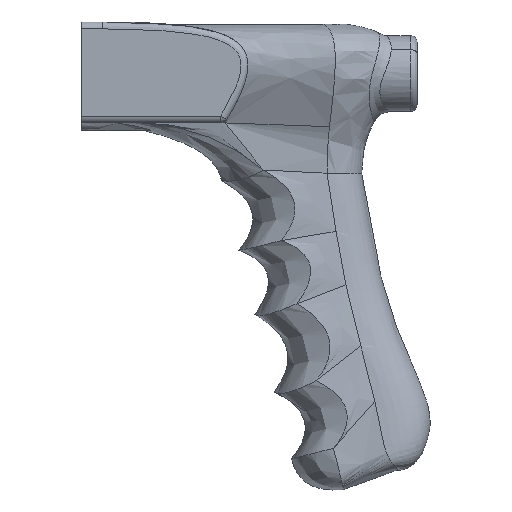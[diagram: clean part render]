
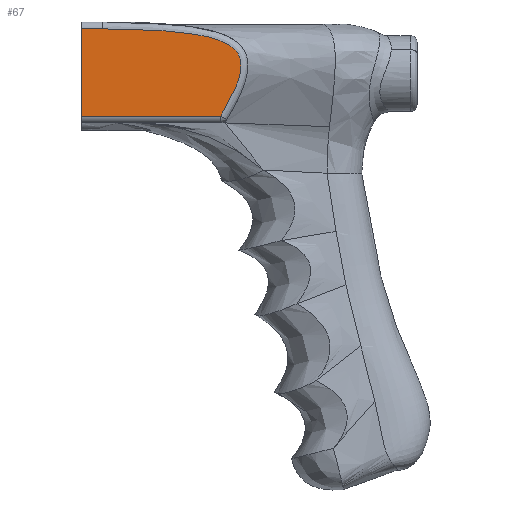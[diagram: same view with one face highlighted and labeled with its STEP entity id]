
A CAD part, left-side view. The second image highlights one B-rep face of the part: STEP entity #67.
In plain terms, the highlighted planar face has unit normal (-1, 0, 0).
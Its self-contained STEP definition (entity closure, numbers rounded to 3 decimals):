
#67=ADVANCED_FACE('',(#218),#2033,.T.);
#218=FACE_OUTER_BOUND('',#364,.T.);
#364=EDGE_LOOP('',(#684,#685,#686,#687));
#684=ORIENTED_EDGE('',*,*,#1218,.T.);
#685=ORIENTED_EDGE('',*,*,#1219,.T.);
#686=ORIENTED_EDGE('',*,*,#1197,.F.);
#687=ORIENTED_EDGE('',*,*,#1349,.T.);
#1197=EDGE_CURVE('',#1831,#1824,#1485,.T.);
#1218=EDGE_CURVE('',#1846,#1847,#1637,.T.);
#1219=EDGE_CURVE('',#1847,#1824,#1505,.T.);
#1349=EDGE_CURVE('',#1831,#1846,#1584,.T.);
#1485=B_SPLINE_CURVE_WITH_KNOTS('',1,(#7826,#7827),.UNSPECIFIED.,.F.,.F.,
(2,2),(0.,25.504),.UNSPECIFIED.);
#1505=B_SPLINE_CURVE_WITH_KNOTS('',1,(#8204,#8205),.UNSPECIFIED.,.F.,.F.,
(2,2),(0.,6.174),.UNSPECIFIED.);
#1584=B_SPLINE_CURVE_WITH_KNOTS('',1,(#8950,#8951),.UNSPECIFIED.,.F.,.F.,
(2,2),(-40.648,0.),.UNSPECIFIED.);
#1637=(
BOUNDED_CURVE()
B_SPLINE_CURVE(3,(#8143,#8144,#8145,#8146,#8147,#8148,#8149,#8150,#8151,
#8152,#8153,#8154,#8155,#8156,#8157,#8158,#8159,#8160,#8161,#8162,#8163,
#8164,#8165,#8166,#8167,#8168,#8169,#8170,#8171,#8172,#8173,#8174,#8175,
#8176,#8177,#8178,#8179,#8180,#8181,#8182,#8183,#8184,#8185,#8186,#8187,
#8188,#8189,#8190,#8191,#8192,#8193,#8194,#8195,#8196,#8197,#8198,#8199,
#8200,#8201,#8202,#8203),.UNSPECIFIED.,.F.,.F.)
B_SPLINE_CURVE_WITH_KNOTS((4,3,3,3,3,3,3,3,3,3,3,3,3,3,3,3,3,3,3,3,4),(0.,
3.232,7.57,10.483,13.396,15.413,
17.433,18.285,19.136,19.978,20.819,
21.802,22.784,24.02,25.257,28.805,
32.352,37.905,43.457,52.182,60.906),
 .UNSPECIFIED.)
CURVE()
GEOMETRIC_REPRESENTATION_ITEM()
RATIONAL_B_SPLINE_CURVE((1.,1.,1.,1.,1.,
1.,1.,1.,1.,1.,1.,1.,1.,1.,1.,1.,1.,1.,1.,1.,1.,1.,1.,1.,
1.,1.,1.,1.,1.,1.,1.,1.,1.,1.,1.,1.,1.,1.,1.,1.,1.,1.,1.,1.,1.,1.,1.,1.,
1.,1.,1.,1.,1.,1.,1.,1.,1.,1.,1.,
1.,1.))
REPRESENTATION_ITEM('')
);
#1824=VERTEX_POINT('',#7092);
#1831=VERTEX_POINT('',#7099);
#1846=VERTEX_POINT('',#7114);
#1847=VERTEX_POINT('',#7115);
#2033=PLANE('',#2110);
#2110=AXIS2_PLACEMENT_3D('',#3544,#2170,$);
#2170=DIRECTION('',(-1.,0.,0.));
#3544=CARTESIAN_POINT('',(-113.217,-84.434,5.025));
#7092=CARTESIAN_POINT('',(-113.217,-89.103,33.092));
#7099=CARTESIAN_POINT('',(-113.217,-89.103,7.588));
#7114=CARTESIAN_POINT('',(-113.217,-129.751,7.588));
#7115=CARTESIAN_POINT('',(-113.217,-95.278,33.092));
#7826=CARTESIAN_POINT('',(-113.217,-89.103,7.588));
#7827=CARTESIAN_POINT('',(-113.217,-89.103,33.092));
#8143=CARTESIAN_POINT('',(-113.217,-129.751,7.588));
#8144=CARTESIAN_POINT('',(-113.217,-130.312,8.507));
#8145=CARTESIAN_POINT('',(-113.217,-130.859,9.436));
#8146=CARTESIAN_POINT('',(-113.217,-131.385,10.376));
#8147=CARTESIAN_POINT('',(-113.217,-132.091,11.638));
#8148=CARTESIAN_POINT('',(-113.217,-132.762,12.92));
#8149=CARTESIAN_POINT('',(-113.217,-133.369,14.232));
#8150=CARTESIAN_POINT('',(-113.217,-133.777,15.112));
#8151=CARTESIAN_POINT('',(-113.217,-134.157,16.006));
#8152=CARTESIAN_POINT('',(-113.217,-134.492,16.917));
#8153=CARTESIAN_POINT('',(-113.217,-134.827,17.828));
#8154=CARTESIAN_POINT('',(-113.217,-135.117,18.756));
#8155=CARTESIAN_POINT('',(-113.217,-135.329,19.703));
#8156=CARTESIAN_POINT('',(-113.217,-135.475,20.358));
#8157=CARTESIAN_POINT('',(-113.217,-135.585,21.023));
#8158=CARTESIAN_POINT('',(-113.217,-135.633,21.693));
#8159=CARTESIAN_POINT('',(-113.217,-135.681,22.364));
#8160=CARTESIAN_POINT('',(-113.217,-135.667,23.039));
#8161=CARTESIAN_POINT('',(-113.217,-135.559,23.702));
#8162=CARTESIAN_POINT('',(-113.217,-135.513,23.982));
#8163=CARTESIAN_POINT('',(-113.217,-135.449,24.26));
#8164=CARTESIAN_POINT('',(-113.217,-135.367,24.531));
#8165=CARTESIAN_POINT('',(-113.217,-135.285,24.802));
#8166=CARTESIAN_POINT('',(-113.217,-135.183,25.068));
#8167=CARTESIAN_POINT('',(-113.217,-135.062,25.324));
#8168=CARTESIAN_POINT('',(-113.217,-134.942,25.577));
#8169=CARTESIAN_POINT('',(-113.217,-134.804,25.822));
#8170=CARTESIAN_POINT('',(-113.217,-134.648,26.055));
#8171=CARTESIAN_POINT('',(-113.217,-134.493,26.289));
#8172=CARTESIAN_POINT('',(-113.217,-134.321,26.511));
#8173=CARTESIAN_POINT('',(-113.217,-134.136,26.721));
#8174=CARTESIAN_POINT('',(-113.217,-133.92,26.967));
#8175=CARTESIAN_POINT('',(-113.217,-133.686,27.197));
#8176=CARTESIAN_POINT('',(-113.217,-133.439,27.412));
#8177=CARTESIAN_POINT('',(-113.217,-133.192,27.627));
#8178=CARTESIAN_POINT('',(-113.217,-132.933,27.827));
#8179=CARTESIAN_POINT('',(-113.217,-132.665,28.015));
#8180=CARTESIAN_POINT('',(-113.217,-132.327,28.251));
#8181=CARTESIAN_POINT('',(-113.217,-131.976,28.467));
#8182=CARTESIAN_POINT('',(-113.217,-131.615,28.666));
#8183=CARTESIAN_POINT('',(-113.217,-131.255,28.866));
#8184=CARTESIAN_POINT('',(-113.217,-130.885,29.049));
#8185=CARTESIAN_POINT('',(-113.217,-130.51,29.219));
#8186=CARTESIAN_POINT('',(-113.217,-129.434,29.708));
#8187=CARTESIAN_POINT('',(-113.217,-128.314,30.093));
#8188=CARTESIAN_POINT('',(-113.217,-127.177,30.418));
#8189=CARTESIAN_POINT('',(-113.217,-126.041,30.743));
#8190=CARTESIAN_POINT('',(-113.217,-124.888,31.009));
#8191=CARTESIAN_POINT('',(-113.217,-123.729,31.238));
#8192=CARTESIAN_POINT('',(-113.217,-121.914,31.596));
#8193=CARTESIAN_POINT('',(-113.217,-120.081,31.862));
#8194=CARTESIAN_POINT('',(-113.217,-118.242,32.076));
#8195=CARTESIAN_POINT('',(-113.217,-116.404,32.291));
#8196=CARTESIAN_POINT('',(-113.217,-114.56,32.454));
#8197=CARTESIAN_POINT('',(-113.217,-112.714,32.583));
#8198=CARTESIAN_POINT('',(-113.217,-109.814,32.787));
#8199=CARTESIAN_POINT('',(-113.217,-106.907,32.909));
#8200=CARTESIAN_POINT('',(-113.217,-104.,32.985));
#8201=CARTESIAN_POINT('',(-113.217,-101.093,33.061));
#8202=CARTESIAN_POINT('',(-113.217,-98.186,33.092));
#8203=CARTESIAN_POINT('',(-113.217,-95.278,33.092));
#8204=CARTESIAN_POINT('',(-113.217,-95.278,33.092));
#8205=CARTESIAN_POINT('',(-113.217,-89.103,33.092));
#8950=CARTESIAN_POINT('',(-113.217,-89.103,7.588));
#8951=CARTESIAN_POINT('',(-113.217,-129.751,7.588));
